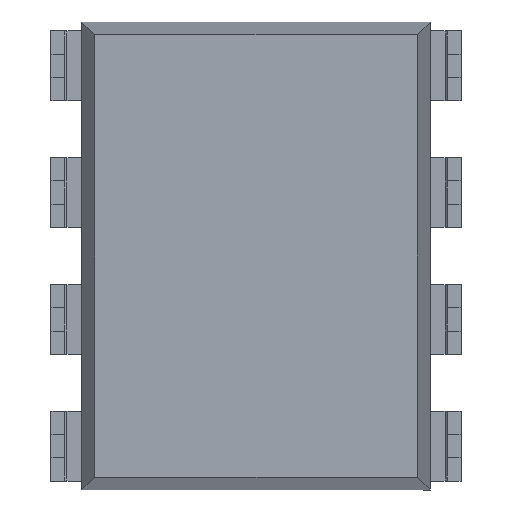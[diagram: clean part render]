
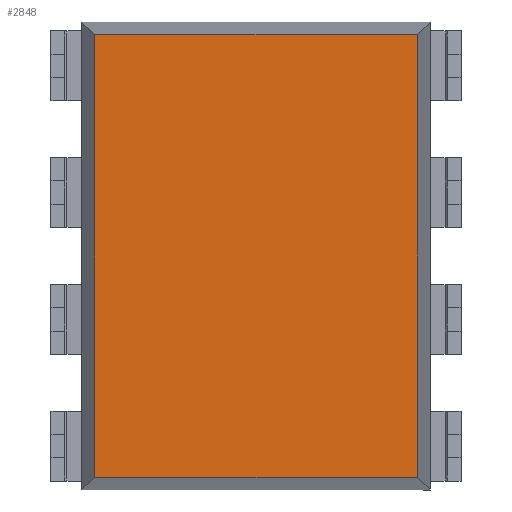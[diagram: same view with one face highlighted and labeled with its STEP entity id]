
A CAD part, front view. The second image highlights one B-rep face of the part: STEP entity #2848.
In plain terms, the highlighted planar face has unit normal (0, -1, 0).
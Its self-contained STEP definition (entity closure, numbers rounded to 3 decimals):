
#20 = CARTESIAN_POINT ( 'NONE',  ( -3.235, 0.38, 4.688 ) ) ;
#87 = EDGE_LOOP ( 'NONE', ( #340, #2375, #1923, #1017 ) ) ;
#188 = CARTESIAN_POINT ( 'NONE',  ( 3.235, 0.38, -4.43 ) ) ;
#340 = ORIENTED_EDGE ( 'NONE', *, *, #988, .F. ) ;
#359 = VECTOR ( 'NONE', #1643, 1000. ) ;
#433 = VERTEX_POINT ( 'NONE', #188 ) ;
#459 = DIRECTION ( 'NONE',  ( 1., 0., 0. ) ) ;
#530 = DIRECTION ( 'NONE',  ( 0., -1., 0. ) ) ;
#609 = LINE ( 'NONE', #3543, #1279 ) ;
#760 = CARTESIAN_POINT ( 'NONE',  ( -3.493, 0.38, -4.43 ) ) ;
#906 = CARTESIAN_POINT ( 'NONE',  ( 3.235, 0.38, 4.43 ) ) ;
#908 = VERTEX_POINT ( 'NONE', #2318 ) ;
#941 = DIRECTION ( 'NONE',  ( 0., 0., 1. ) ) ;
#988 = EDGE_CURVE ( 'NONE', #1865, #433, #609, .T. ) ;
#1017 = ORIENTED_EDGE ( 'NONE', *, *, #1503, .F. ) ;
#1279 = VECTOR ( 'NONE', #1451, 1000. ) ;
#1338 = FACE_OUTER_BOUND ( 'NONE', #87, .T. ) ;
#1451 = DIRECTION ( 'NONE',  ( 0., 0., -1. ) ) ;
#1503 = EDGE_CURVE ( 'NONE', #433, #3744, #2251, .T. ) ;
#1579 = VECTOR ( 'NONE', #459, 1000. ) ;
#1643 = DIRECTION ( 'NONE',  ( -1., 0., 0. ) ) ;
#1687 = CARTESIAN_POINT ( 'NONE',  ( -3.235, 0.38, -4.43 ) ) ;
#1865 = VERTEX_POINT ( 'NONE', #906 ) ;
#1923 = ORIENTED_EDGE ( 'NONE', *, *, #2674, .F. ) ;
#2251 = LINE ( 'NONE', #760, #359 ) ;
#2257 = CARTESIAN_POINT ( 'NONE',  ( 0., 0.38, 0. ) ) ;
#2280 = DIRECTION ( 'NONE',  ( -1., 0., 0. ) ) ;
#2318 = CARTESIAN_POINT ( 'NONE',  ( -3.235, 0.38, 4.43 ) ) ;
#2362 = EDGE_CURVE ( 'NONE', #908, #1865, #3395, .T. ) ;
#2375 = ORIENTED_EDGE ( 'NONE', *, *, #2362, .F. ) ;
#2453 = VECTOR ( 'NONE', #941, 1000. ) ;
#2456 = AXIS2_PLACEMENT_3D ( 'NONE', #2257, #530, #2280 ) ;
#2674 = EDGE_CURVE ( 'NONE', #3744, #908, #3606, .T. ) ;
#2848 = ADVANCED_FACE ( 'NONE', ( #1338 ), #3485, .T. ) ;
#3358 = CARTESIAN_POINT ( 'NONE',  ( 3.493, 0.38, 4.43 ) ) ;
#3395 = LINE ( 'NONE', #3358, #1579 ) ;
#3485 = PLANE ( 'NONE',  #2456 ) ;
#3543 = CARTESIAN_POINT ( 'NONE',  ( 3.235, 0.38, -4.688 ) ) ;
#3606 = LINE ( 'NONE', #20, #2453 ) ;
#3744 = VERTEX_POINT ( 'NONE', #1687 ) ;
